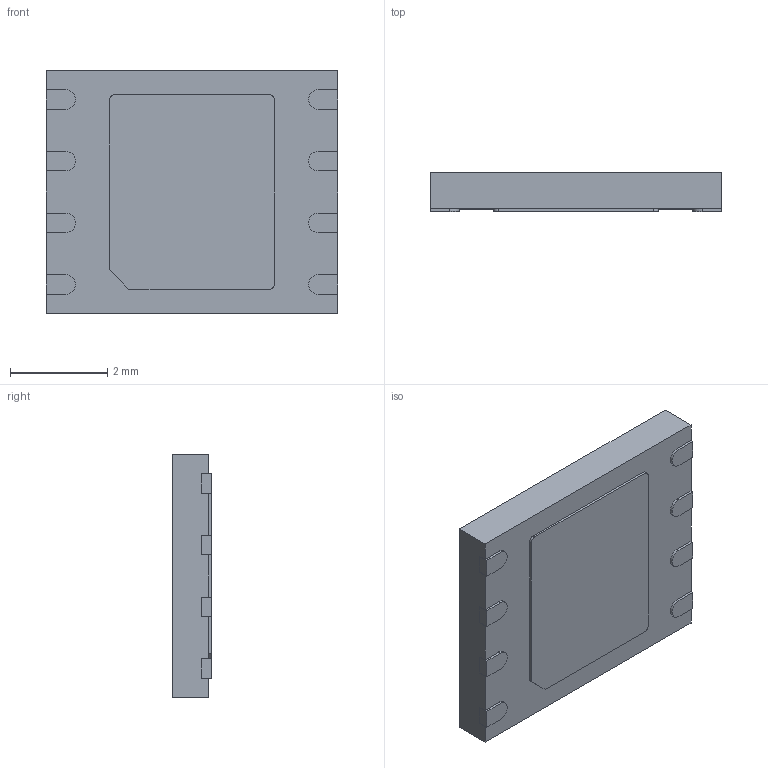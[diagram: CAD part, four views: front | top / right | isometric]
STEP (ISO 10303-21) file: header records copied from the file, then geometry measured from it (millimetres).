
FILE_DESCRIPTION (( 'STEP AP214' ), '1' );
FILE_NAME ('S25FL128LAGNFV010.STEP', '2020-10-22T07:55:55', ( '' ), ( '' ), 'SwSTEP 2.0', 'SolidWorks 2017', '' );
FILE_SCHEMA (( 'AUTOMOTIVE_DESIGN' ));
Length unit declared in the file: millimetre
Products named in the file (1): S25FL128LAGNFV010
Bounding box: 6 x 0.8 x 5 mm (x, y, z)
Volume: 23.3 mm3; surface area: 116.9 mm2
Topology: 11 solids, 11 shells, 120 faces, 288 edges, 192 vertices
Faces by surface type: plane 86, cylinder 34
Entity records: 3604 total; most frequent: CARTESIAN_POINT 601, DIRECTION 598, ORIENTED_EDGE 576, EDGE_CURVE 288, VECTOR 220, LINE 220, VERTEX_POINT 192, AXIS2_PLACEMENT_3D 189
